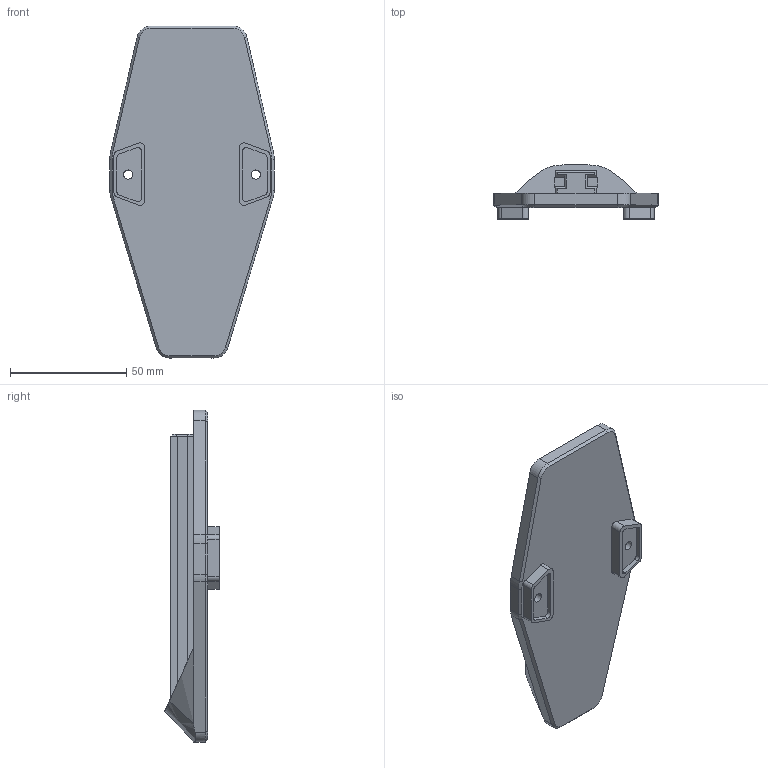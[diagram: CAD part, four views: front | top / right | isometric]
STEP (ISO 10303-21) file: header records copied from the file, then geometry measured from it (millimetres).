
FILE_DESCRIPTION(('HOOPS Exchange Step'),'2;1');
FILE_NAME('temp_export','2026-02-08T08:59:50-06:00',('mobile'),('Shapr3D Limited'),'HOOPS Exchange 2025.9','Shapr3D','Authorized');
FILE_SCHEMA( ('AP242_MANAGED_MODEL_BASED_3D_ENGINEERING_MIM_LF {1 0 10303 442 1 1 4}') );
Length unit declared in the file: millimetre
Products named in the file (3): Stock; Back; root
Assembly tree (2 placements, depth 3):
  root
    Back
      Stock
Bounding box: 70.78 x 23.41 x 143 mm (x, y, z)
Volume: 71061.6 mm3; surface area: 24376.7 mm2
Topology: 1 solids, 1 shells, 120 faces, 313 edges, 202 vertices
Faces by surface type: plane 74, cylinder 34, cone 8, bspline 4
Full cylindrical faces by diameter (mm): 4 x2, 5.5 x2, 8 x2
Entity records: 4104 total; most frequent: CARTESIAN_POINT 1048, ORIENTED_EDGE 626, DIRECTION 611, EDGE_CURVE 313, VECTOR 219, LINE 219, VERTEX_POINT 202, AXIS2_PLACEMENT_3D 196
